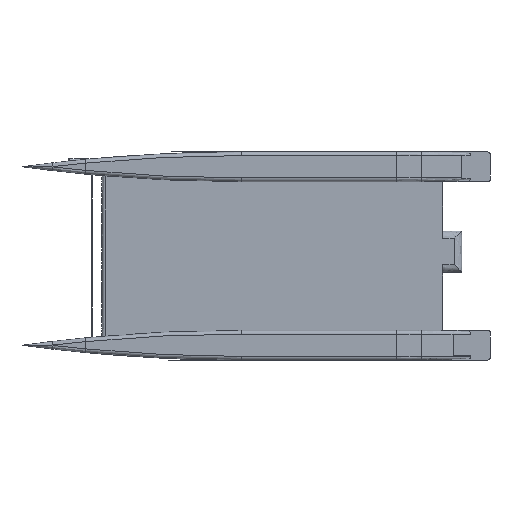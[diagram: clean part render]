
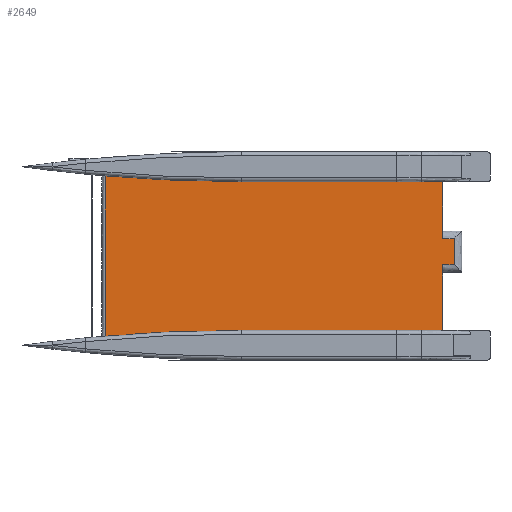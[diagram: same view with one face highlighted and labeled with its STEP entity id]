
A CAD part, front view. The second image highlights one B-rep face of the part: STEP entity #2649.
In plain terms, the highlighted free-form (B-spline) face has degree [1, 1] with [2, 2] control points.
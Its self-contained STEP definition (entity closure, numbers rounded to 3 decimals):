
#2551 = EDGE_CURVE('',#2552,#2554,#2556,.T.);
#2552 = VERTEX_POINT('',#2553);
#2553 = CARTESIAN_POINT('',(237.027,9.376,
    79.413));
#2554 = VERTEX_POINT('',#2555);
#2555 = CARTESIAN_POINT('',(225.254,9.48,
    79.413));
#2556 = B_SPLINE_CURVE_WITH_KNOTS('',1,(#2557,#2558),.UNSPECIFIED.,.F.,
  .F.,(2,2),(-65.299,-57.299),.PIECEWISE_BEZIER_KNOTS.);
#2557 = CARTESIAN_POINT('',(237.027,9.376,
    79.413));
#2558 = CARTESIAN_POINT('',(225.254,9.48,
    79.413));
#2601 = VERTEX_POINT('',#2602);
#2602 = CARTESIAN_POINT('',(225.254,9.48,
    105.612));
#2608 = EDGE_CURVE('',#2601,#2609,#2611,.T.);
#2609 = VERTEX_POINT('',#2610);
#2610 = CARTESIAN_POINT('',(237.027,9.376,
    105.612));
#2611 = B_SPLINE_CURVE_WITH_KNOTS('',1,(#2612,#2613),.UNSPECIFIED.,.F.,
  .F.,(2,2),(57.299,65.299),.PIECEWISE_BEZIER_KNOTS.);
#2612 = CARTESIAN_POINT('',(225.254,9.48,
    105.612));
#2613 = CARTESIAN_POINT('',(237.027,9.376,
    105.612));
#2637 = EDGE_CURVE('',#2609,#2552,#2638,.T.);
#2638 = B_SPLINE_CURVE_WITH_KNOTS('',1,(#2639,#2640),.UNSPECIFIED.,.F.,
  .F.,(2,2),(-10.274,7.527),.PIECEWISE_BEZIER_KNOTS.);
#2639 = CARTESIAN_POINT('',(237.027,9.376,
    105.612));
#2640 = CARTESIAN_POINT('',(237.027,9.376,
    79.413));
#2649 = ADVANCED_FACE('',(#2650),#2755,.F.);
#2650 = FACE_BOUND('',#2651,.T.);
#2651 = EDGE_LOOP('',(#2652,#2659,#2660,#2661,#2662,#2669,#2676,#2684,
    #2691,#2699,#2714,#2722,#2729,#2736,#2743,#2750));
#2652 = ORIENTED_EDGE('',*,*,#2653,.T.);
#2653 = EDGE_CURVE('',#2654,#2554,#2656,.T.);
#2654 = VERTEX_POINT('',#2655);
#2655 = CARTESIAN_POINT('',(225.254,9.48,
    11.038));
#2656 = B_SPLINE_CURVE_WITH_KNOTS('',1,(#2657,#2658),.UNSPECIFIED.,.F.,
  .F.,(2,2),(17.5,63.961),.PIECEWISE_BEZIER_KNOTS.);
#2657 = CARTESIAN_POINT('',(225.254,9.48,
    11.038));
#2658 = CARTESIAN_POINT('',(225.254,9.48,
    79.413));
#2659 = ORIENTED_EDGE('',*,*,#2551,.F.);
#2660 = ORIENTED_EDGE('',*,*,#2637,.F.);
#2661 = ORIENTED_EDGE('',*,*,#2608,.F.);
#2662 = ORIENTED_EDGE('',*,*,#2663,.T.);
#2663 = EDGE_CURVE('',#2601,#2664,#2666,.T.);
#2664 = VERTEX_POINT('',#2665);
#2665 = CARTESIAN_POINT('',(225.254,9.48,
    161.885));
#2666 = B_SPLINE_CURVE_WITH_KNOTS('',1,(#2667,#2668),.UNSPECIFIED.,.F.,
  .F.,(2,2),(81.763,120.),.PIECEWISE_BEZIER_KNOTS.);
#2667 = CARTESIAN_POINT('',(225.254,9.48,
    105.612));
#2668 = CARTESIAN_POINT('',(225.254,9.48,
    161.885));
#2669 = ORIENTED_EDGE('',*,*,#2670,.F.);
#2670 = EDGE_CURVE('',#2671,#2664,#2673,.T.);
#2671 = VERTEX_POINT('',#2672);
#2672 = CARTESIAN_POINT('',(26.566,11.234,
    161.885));
#2673 = B_SPLINE_CURVE_WITH_KNOTS('',1,(#2674,#2675),.UNSPECIFIED.,.F.,
  .F.,(2,2),(-11.781,123.231),.PIECEWISE_BEZIER_KNOTS.);
#2674 = CARTESIAN_POINT('',(26.566,11.234,
    161.885));
#2675 = CARTESIAN_POINT('',(225.254,9.48,
    161.885));
#2676 = ORIENTED_EDGE('',*,*,#2677,.F.);
#2677 = EDGE_CURVE('',#2678,#2671,#2680,.T.);
#2678 = VERTEX_POINT('',#2679);
#2679 = CARTESIAN_POINT('',(-108.355,12.425,
    167.543));
#2680 = ( BOUNDED_CURVE() B_SPLINE_CURVE(2,(#2681,#2682,#2683),
.UNSPECIFIED.,.F.,.F.) B_SPLINE_CURVE_WITH_KNOTS((3,3),(1.487,
1.571),.PIECEWISE_BEZIER_KNOTS.) CURVE() 
GEOMETRIC_REPRESENTATION_ITEM() RATIONAL_B_SPLINE_CURVE((1.,
0.999,1.)) REPRESENTATION_ITEM('') );
#2681 = CARTESIAN_POINT('',(-108.355,12.425,
    167.543));
#2682 = CARTESIAN_POINT('',(-41.013,11.831,
    161.885));
#2683 = CARTESIAN_POINT('',(26.566,11.234,
    161.885));
#2684 = ORIENTED_EDGE('',*,*,#2685,.F.);
#2685 = EDGE_CURVE('',#2686,#2678,#2688,.T.);
#2686 = VERTEX_POINT('',#2687);
#2687 = CARTESIAN_POINT('',(-108.355,12.425,
    -9.064));
#2688 = B_SPLINE_CURVE_WITH_KNOTS('',1,(#2689,#2690),.UNSPECIFIED.,.F.,
  .F.,(2,2),(-99.094,20.91),.PIECEWISE_BEZIER_KNOTS.);
#2689 = CARTESIAN_POINT('',(-108.355,12.425,
    -9.064));
#2690 = CARTESIAN_POINT('',(-108.355,12.425,
    167.543));
#2691 = ORIENTED_EDGE('',*,*,#2692,.T.);
#2692 = EDGE_CURVE('',#2686,#2693,#2695,.T.);
#2693 = VERTEX_POINT('',#2694);
#2694 = CARTESIAN_POINT('',(-90.186,12.265,
    -10.487));
#2695 = ( BOUNDED_CURVE() B_SPLINE_CURVE(2,(#2696,#2697,#2698),
.UNSPECIFIED.,.F.,.F.) B_SPLINE_CURVE_WITH_KNOTS((3,3),(1.487,
1.498),.PIECEWISE_BEZIER_KNOTS.) CURVE() 
GEOMETRIC_REPRESENTATION_ITEM() RATIONAL_B_SPLINE_CURVE((1.,
1.,1.)) REPRESENTATION_ITEM('') );
#2696 = CARTESIAN_POINT('',(-108.355,12.425,
    -9.064));
#2697 = CARTESIAN_POINT('',(-99.274,12.345,
    -9.827));
#2698 = CARTESIAN_POINT('',(-90.186,12.265,
    -10.487));
#2699 = ORIENTED_EDGE('',*,*,#2700,.T.);
#2700 = EDGE_CURVE('',#2693,#2701,#2703,.T.);
#2701 = VERTEX_POINT('',#2702);
#2702 = CARTESIAN_POINT('',(-7.747,11.537,
    -14.353));
#2703 = B_SPLINE_CURVE_WITH_KNOTS('',5,(#2704,#2705,#2706,#2707,#2708,
    #2709,#2710,#2711,#2712,#2713),.UNSPECIFIED.,.F.,.F.,(6,1,1,1,1,6),(
    -0.837,-0.8,-0.733,-0.667,-0.6,
    -0.539),.UNSPECIFIED.);
#2704 = CARTESIAN_POINT('',(-90.186,12.265,
    -10.487));
#2705 = CARTESIAN_POINT('',(-88.782,12.253,
    -10.579));
#2706 = CARTESIAN_POINT('',(-84.744,12.217,
    -10.838));
#2707 = CARTESIAN_POINT('',(-77.538,12.153,
    -11.28));
#2708 = CARTESIAN_POINT('',(-66.222,12.053,
    -11.92));
#2709 = CARTESIAN_POINT('',(-49.888,11.909,
    -12.743));
#2710 = CARTESIAN_POINT('',(-33.76,11.767,
    -13.438));
#2711 = CARTESIAN_POINT('',(-20.855,11.653,
    -13.921));
#2712 = CARTESIAN_POINT('',(-12.03,11.575,
    -14.217));
#2713 = CARTESIAN_POINT('',(-7.747,11.537,
    -14.353));
#2714 = ORIENTED_EDGE('',*,*,#2715,.T.);
#2715 = EDGE_CURVE('',#2701,#2716,#2718,.T.);
#2716 = VERTEX_POINT('',#2717);
#2717 = CARTESIAN_POINT('',(26.501,11.235,
    -14.717));
#2718 = ( BOUNDED_CURVE() B_SPLINE_CURVE(2,(#2719,#2720,#2721),
.UNSPECIFIED.,.F.,.F.) B_SPLINE_CURVE_WITH_KNOTS((3,3),(1.55,
1.571),.PIECEWISE_BEZIER_KNOTS.) CURVE() 
GEOMETRIC_REPRESENTATION_ITEM() RATIONAL_B_SPLINE_CURVE((1.,1.
,1.)) REPRESENTATION_ITEM('') );
#2719 = CARTESIAN_POINT('',(-7.747,11.537,
    -14.353));
#2720 = CARTESIAN_POINT('',(9.375,11.386,
    -14.717));
#2721 = CARTESIAN_POINT('',(26.501,11.235,
    -14.717));
#2722 = ORIENTED_EDGE('',*,*,#2723,.T.);
#2723 = EDGE_CURVE('',#2716,#2724,#2726,.T.);
#2724 = VERTEX_POINT('',#2725);
#2725 = CARTESIAN_POINT('',(225.254,9.48,
    -14.717));
#2726 = B_SPLINE_CURVE_WITH_KNOTS('',1,(#2727,#2728),.UNSPECIFIED.,.F.,
  .F.,(2,2),(-135.057,0.),.PIECEWISE_BEZIER_KNOTS.);
#2727 = CARTESIAN_POINT('',(26.501,11.235,
    -14.717));
#2728 = CARTESIAN_POINT('',(225.254,9.48,
    -14.717));
#2729 = ORIENTED_EDGE('',*,*,#2730,.T.);
#2730 = EDGE_CURVE('',#2724,#2731,#2733,.T.);
#2731 = VERTEX_POINT('',#2732);
#2732 = CARTESIAN_POINT('',(225.254,9.48,
    -10.223));
#2733 = B_SPLINE_CURVE_WITH_KNOTS('',1,(#2734,#2735),.UNSPECIFIED.,.F.,
  .F.,(2,2),(0.,3.053),.PIECEWISE_BEZIER_KNOTS.);
#2734 = CARTESIAN_POINT('',(225.254,9.48,
    -14.717));
#2735 = CARTESIAN_POINT('',(225.254,9.48,
    -10.223));
#2736 = ORIENTED_EDGE('',*,*,#2737,.T.);
#2737 = EDGE_CURVE('',#2731,#2738,#2740,.T.);
#2738 = VERTEX_POINT('',#2739);
#2739 = CARTESIAN_POINT('',(207.639,9.635,
    -10.223));
#2740 = B_SPLINE_CURVE_WITH_KNOTS('',1,(#2741,#2742),.UNSPECIFIED.,.F.,
  .F.,(2,2),(-57.299,-45.329),.PIECEWISE_BEZIER_KNOTS.);
#2741 = CARTESIAN_POINT('',(225.254,9.48,
    -10.223));
#2742 = CARTESIAN_POINT('',(207.639,9.635,
    -10.223));
#2743 = ORIENTED_EDGE('',*,*,#2744,.T.);
#2744 = EDGE_CURVE('',#2738,#2745,#2747,.T.);
#2745 = VERTEX_POINT('',#2746);
#2746 = CARTESIAN_POINT('',(207.639,9.635,
    11.038));
#2747 = B_SPLINE_CURVE_WITH_KNOTS('',1,(#2748,#2749),.UNSPECIFIED.,.F.,
  .F.,(2,2),(-40.754,-26.307),.PIECEWISE_BEZIER_KNOTS.);
#2748 = CARTESIAN_POINT('',(207.639,9.635,
    -10.223));
#2749 = CARTESIAN_POINT('',(207.639,9.635,
    11.038));
#2750 = ORIENTED_EDGE('',*,*,#2751,.T.);
#2751 = EDGE_CURVE('',#2745,#2654,#2752,.T.);
#2752 = B_SPLINE_CURVE_WITH_KNOTS('',1,(#2753,#2754),.UNSPECIFIED.,.F.,
  .F.,(2,2),(35.853,47.822),.PIECEWISE_BEZIER_KNOTS.);
#2753 = CARTESIAN_POINT('',(207.639,9.635,
    11.038));
#2754 = CARTESIAN_POINT('',(225.254,9.48,
    11.038));
#2755 = B_SPLINE_SURFACE_WITH_KNOTS('',1,1,(
    (#2756,#2757)
    ,(#2758,#2759
    )),.UNSPECIFIED.,.F.,.F.,.F.,(2,2),(2,2),(-122.597,
    112.097),(-70.115,53.73),
  .PIECEWISE_BEZIER_KNOTS.);
#2756 = CARTESIAN_POINT('',(237.027,9.376,
    -14.717));
#2757 = CARTESIAN_POINT('',(237.027,9.376,
    167.543));
#2758 = CARTESIAN_POINT('',(-108.355,12.425,
    -14.717));
#2759 = CARTESIAN_POINT('',(-108.355,12.425,
    167.543));
